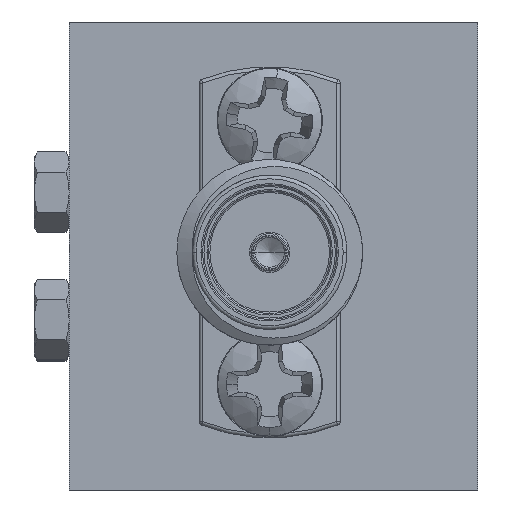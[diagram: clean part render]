
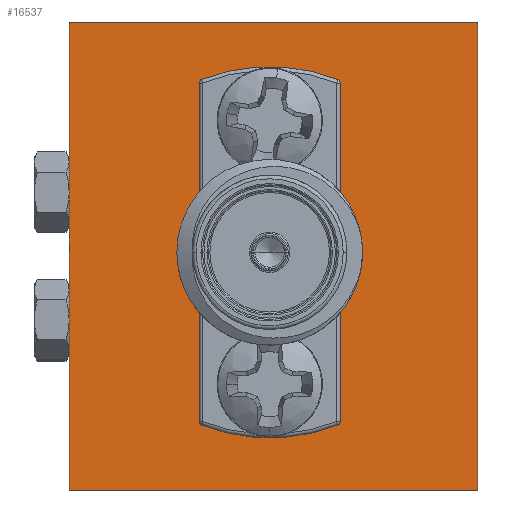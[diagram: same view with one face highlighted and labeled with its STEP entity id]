
A CAD part, left-side view. The second image highlights one B-rep face of the part: STEP entity #16537.
In plain terms, the highlighted planar face has unit normal (-1, 0, 0).
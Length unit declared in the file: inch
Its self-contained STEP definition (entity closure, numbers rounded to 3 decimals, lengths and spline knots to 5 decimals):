
#428 = VERTEX_POINT ( 'NONE', #24069 ) ;
#697 = DIRECTION ( 'NONE',  ( 0., 0., -1. ) ) ;
#776 = DIRECTION ( 'NONE',  ( 0., 0., 1. ) ) ;
#1068 = LINE ( 'NONE', #27028, #14428 ) ;
#2438 = EDGE_CURVE ( 'NONE', #8068, #16459, #10742, .T. ) ;
#2695 = CARTESIAN_POINT ( 'NONE',  ( -22.03164, 50.92879, 33.95054 ) ) ;
#3416 = ORIENTED_EDGE ( 'NONE', *, *, #2438, .F. ) ;
#4243 = VECTOR ( 'NONE', #30191, 39.37008 ) ;
#4383 = CARTESIAN_POINT ( 'NONE',  ( -22.03164, 50.92879, 33.32054 ) ) ;
#4805 = EDGE_LOOP ( 'NONE', ( #17022, #3416, #19872, #22259 ) ) ;
#5125 = CARTESIAN_POINT ( 'NONE',  ( -22.03164, 50.37879, 33.95054 ) ) ;
#5442 = PLANE ( 'NONE',  #14255 ) ;
#5650 = DIRECTION ( 'NONE',  ( 0., 0., 1. ) ) ;
#5994 = CARTESIAN_POINT ( 'NONE',  ( -22.03164, 50.92879, 33.95054 ) ) ;
#8068 = VERTEX_POINT ( 'NONE', #2695 ) ;
#9183 = EDGE_CURVE ( 'NONE', #29254, #8068, #1068, .T. ) ;
#10430 = CARTESIAN_POINT ( 'NONE',  ( -22.03164, 50.92879, 33.32054 ) ) ;
#10742 = LINE ( 'NONE', #5994, #4243 ) ;
#14255 = AXIS2_PLACEMENT_3D ( 'NONE', #21634, #26801, #697 ) ;
#14428 = VECTOR ( 'NONE', #5650, 39.37008 ) ;
#15429 = EDGE_CURVE ( 'NONE', #428, #16459, #20103, .T. ) ;
#16459 = VERTEX_POINT ( 'NONE', #5125 ) ;
#16537 = ADVANCED_FACE ( 'NONE', ( #29484 ), #5442, .F. ) ;
#17022 = ORIENTED_EDGE ( 'NONE', *, *, #15429, .T. ) ;
#17300 = CARTESIAN_POINT ( 'NONE',  ( -22.03164, 50.37879, 33.95054 ) ) ;
#17775 = DIRECTION ( 'NONE',  ( 0., -1., 0. ) ) ;
#19567 = VECTOR ( 'NONE', #776, 39.37008 ) ;
#19872 = ORIENTED_EDGE ( 'NONE', *, *, #9183, .F. ) ;
#20103 = LINE ( 'NONE', #17300, #19567 ) ;
#21634 = CARTESIAN_POINT ( 'NONE',  ( -22.03164, 50.92879, 33.95054 ) ) ;
#21887 = EDGE_CURVE ( 'NONE', #29254, #428, #22491, .T. ) ;
#22259 = ORIENTED_EDGE ( 'NONE', *, *, #21887, .T. ) ;
#22491 = LINE ( 'NONE', #10430, #28394 ) ;
#24069 = CARTESIAN_POINT ( 'NONE',  ( -22.03164, 50.37879, 33.32054 ) ) ;
#26801 = DIRECTION ( 'NONE',  ( 1., 0., 0. ) ) ;
#27028 = CARTESIAN_POINT ( 'NONE',  ( -22.03164, 50.92879, 33.95054 ) ) ;
#28394 = VECTOR ( 'NONE', #17775, 39.37008 ) ;
#29254 = VERTEX_POINT ( 'NONE', #4383 ) ;
#29484 = FACE_OUTER_BOUND ( 'NONE', #4805, .T. ) ;
#30191 = DIRECTION ( 'NONE',  ( 0., -1., 0. ) ) ;
